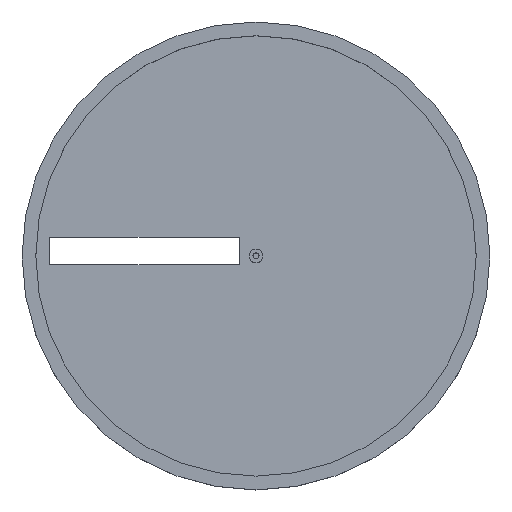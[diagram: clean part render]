
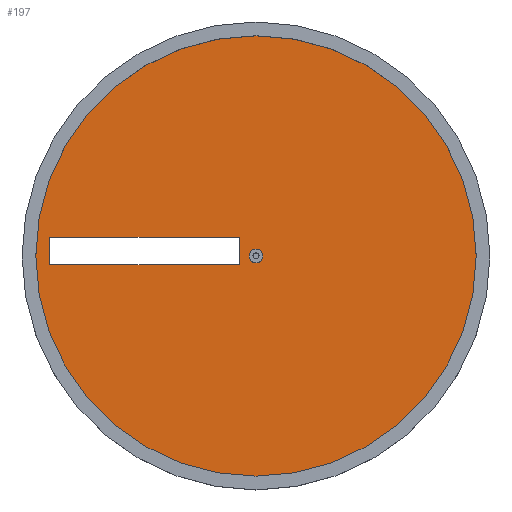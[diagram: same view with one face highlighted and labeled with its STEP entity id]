
A CAD part, top view. The second image highlights one B-rep face of the part: STEP entity #197.
In plain terms, the highlighted planar face has unit normal (0, 0, 1).
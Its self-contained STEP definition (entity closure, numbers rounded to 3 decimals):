
#16=FACE_BOUND('',#49,.T.);
#17=FACE_BOUND('',#50,.T.);
#22=PLANE('',#230);
#34=FACE_OUTER_BOUND('',#48,.T.);
#48=EDGE_LOOP('',(#155));
#49=EDGE_LOOP('',(#156));
#50=EDGE_LOOP('',(#157,#158,#159,#160));
#63=LINE('',#324,#79);
#64=LINE('',#326,#80);
#65=LINE('',#328,#81);
#66=LINE('',#329,#82);
#79=VECTOR('',#269,10.);
#80=VECTOR('',#270,10.);
#81=VECTOR('',#271,10.);
#82=VECTOR('',#272,10.);
#95=CIRCLE('',#225,2.5);
#97=CIRCLE('',#229,80.);
#103=VERTEX_POINT('',#311);
#105=VERTEX_POINT('',#318);
#106=VERTEX_POINT('',#322);
#107=VERTEX_POINT('',#323);
#108=VERTEX_POINT('',#325);
#109=VERTEX_POINT('',#327);
#121=EDGE_CURVE('',#103,#103,#95,.T.);
#124=EDGE_CURVE('',#105,#105,#97,.T.);
#125=EDGE_CURVE('',#106,#107,#63,.T.);
#126=EDGE_CURVE('',#108,#106,#64,.T.);
#127=EDGE_CURVE('',#109,#108,#65,.T.);
#128=EDGE_CURVE('',#107,#109,#66,.T.);
#155=ORIENTED_EDGE('',*,*,#124,.F.);
#156=ORIENTED_EDGE('',*,*,#121,.T.);
#157=ORIENTED_EDGE('',*,*,#125,.F.);
#158=ORIENTED_EDGE('',*,*,#126,.F.);
#159=ORIENTED_EDGE('',*,*,#127,.F.);
#160=ORIENTED_EDGE('',*,*,#128,.F.);
#197=ADVANCED_FACE('',(#34,#16,#17),#22,.T.);
#225=AXIS2_PLACEMENT_3D('',#313,#256,#257);
#229=AXIS2_PLACEMENT_3D('',#320,#265,#266);
#230=AXIS2_PLACEMENT_3D('',#321,#267,#268);
#256=DIRECTION('center_axis',(0.,0.,-1.));
#257=DIRECTION('ref_axis',(-1.,0.,0.));
#265=DIRECTION('center_axis',(0.,0.,-1.));
#266=DIRECTION('ref_axis',(-1.,0.,0.));
#267=DIRECTION('center_axis',(0.,0.,1.));
#268=DIRECTION('ref_axis',(-1.,0.,0.));
#269=DIRECTION('',(-1.,0.,0.));
#270=DIRECTION('',(0.,1.,0.));
#271=DIRECTION('',(1.,0.,0.));
#272=DIRECTION('',(0.,-1.,0.));
#311=CARTESIAN_POINT('',(-72.5,-12.5,0.5));
#313=CARTESIAN_POINT('Origin',(-75.,-12.5,0.5));
#318=CARTESIAN_POINT('',(5.,-12.5,0.5));
#320=CARTESIAN_POINT('Origin',(-75.,-12.5,0.5));
#321=CARTESIAN_POINT('Origin',(-75.,-12.5,0.5));
#322=CARTESIAN_POINT('',(-81.,-5.743,0.5));
#323=CARTESIAN_POINT('',(-150.,-5.743,0.5));
#324=CARTESIAN_POINT('',(-112.5,-5.743,0.5));
#325=CARTESIAN_POINT('',(-81.,-15.743,0.5));
#326=CARTESIAN_POINT('',(-81.,-9.121,0.5));
#327=CARTESIAN_POINT('',(-150.,-15.743,0.5));
#328=CARTESIAN_POINT('',(-78.,-15.743,0.5));
#329=CARTESIAN_POINT('',(-150.,-14.121,0.5));
